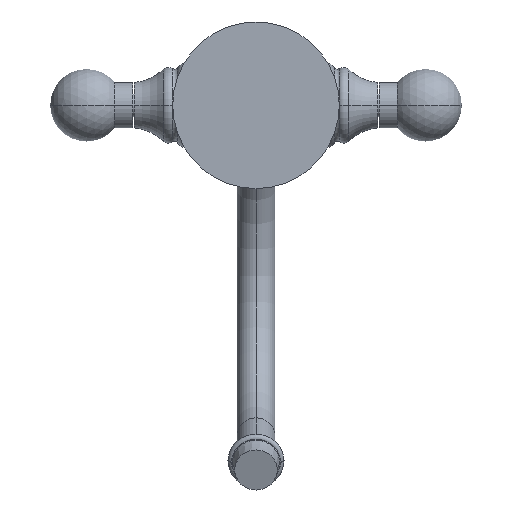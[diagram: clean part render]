
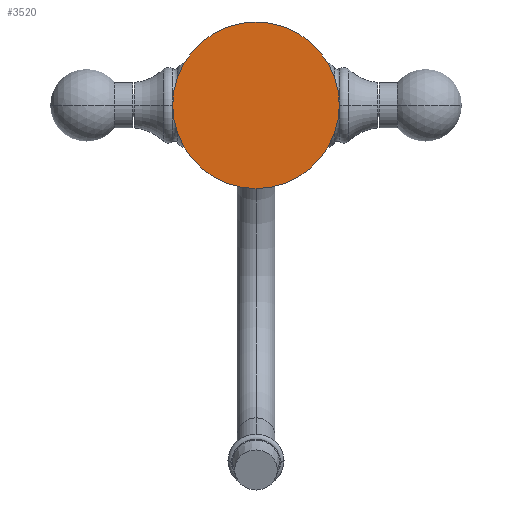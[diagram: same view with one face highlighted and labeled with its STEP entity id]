
A CAD part, front view. The second image highlights one B-rep face of the part: STEP entity #3520.
In plain terms, the highlighted planar face has unit normal (0, -1, 0).
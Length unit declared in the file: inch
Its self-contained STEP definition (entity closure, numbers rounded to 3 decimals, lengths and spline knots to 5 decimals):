
#2=CARTESIAN_POINT('',(0.,0.,0.));
#3=DIRECTION('',(0.,-1.,0.));
#4=DIRECTION('',(1.,0.,0.));
#5=AXIS2_PLACEMENT_3D('',#2,#3,#4);
#17=CARTESIAN_POINT('',(0.,0.,0.));
#18=DIRECTION('',(0.,1.,0.));
#19=DIRECTION('',(1.,0.,0.));
#20=AXIS2_PLACEMENT_3D('',#17,#18,#19);
#1334=CARTESIAN_POINT('',(1.1,0.,0.));
#1336=VERTEX_POINT('',#1334);
#1338=CARTESIAN_POINT('',(-1.1,0.,0.));
#1340=VERTEX_POINT('',#1338);
#3511=CARTESIAN_POINT('',(0.,0.,0.));
#3512=DIRECTION('',(0.,-1.,0.));
#3513=DIRECTION('',(-1.,0.,0.));
#3514=AXIS2_PLACEMENT_3D('',#3511,#3512,#3513);
#3515=PLANE('',#3514);
#3516=ORIENTED_EDGE('',*,*,#1618,.F.);
#3517=ORIENTED_EDGE('',*,*,#1636,.T.);
#3518=EDGE_LOOP('',(#3516,#3517));
#3519=FACE_OUTER_BOUND('',#3518,.F.);
#3520=ADVANCED_FACE('',(#3519),#3515,.T.);
#6=CIRCLE('',#5,1.1);
#21=CIRCLE('',#20,1.1);
#1618=EDGE_CURVE('',#1336,#1340,#6,.T.);
#1636=EDGE_CURVE('',#1336,#1340,#21,.T.);
